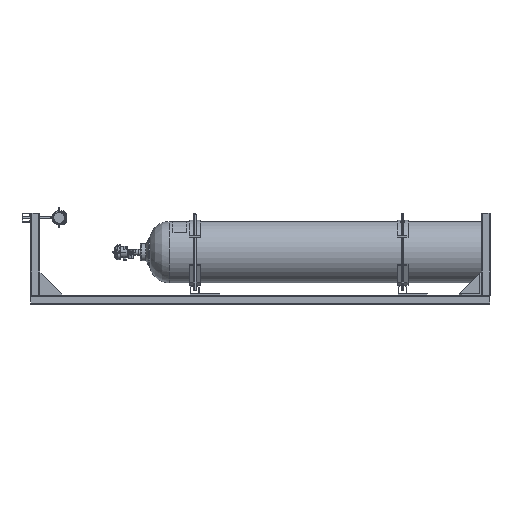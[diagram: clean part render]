
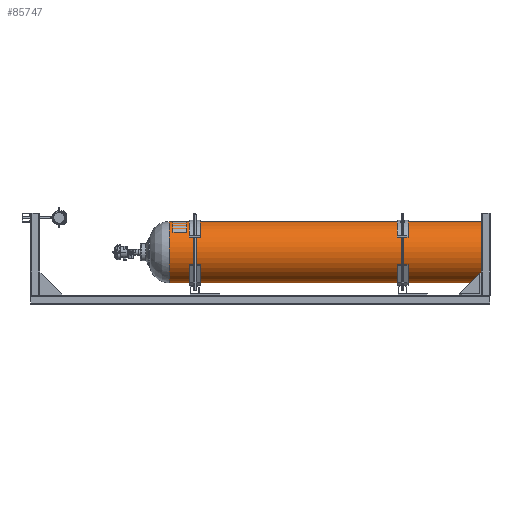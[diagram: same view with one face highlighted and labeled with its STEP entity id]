
A CAD part, left-side view. The second image highlights one B-rep face of the part: STEP entity #85747.
In plain terms, the highlighted cylindrical face has radius 142.85 mm (diameter 285.7 mm), a partial arc.
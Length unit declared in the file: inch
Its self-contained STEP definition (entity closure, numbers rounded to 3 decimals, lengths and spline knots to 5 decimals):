
#384 = CARTESIAN_POINT ( 'NONE',  ( 0., -63., 5.62402 ) ) ;
#2496 = CARTESIAN_POINT ( 'NONE',  ( 0., 0., -5.62402 ) ) ;
#2892 = DIRECTION ( 'NONE',  ( 0., -1., 0. ) ) ;
#5339 = EDGE_CURVE ( 'NONE', #24382, #43988, #75281, .T. ) ;
#10070 = VERTEX_POINT ( 'NONE', #384 ) ;
#10160 = DIRECTION ( 'NONE',  ( 0., -1., 0. ) ) ;
#10986 = DIRECTION ( 'NONE',  ( 0., 0., -1. ) ) ;
#15256 = ORIENTED_EDGE ( 'NONE', *, *, #88231, .F. ) ;
#20386 = EDGE_LOOP ( 'NONE', ( #15256, #37085, #23933, #42960 ) ) ;
#23933 = ORIENTED_EDGE ( 'NONE', *, *, #28227, .T. ) ;
#24382 = VERTEX_POINT ( 'NONE', #65833 ) ;
#28227 = EDGE_CURVE ( 'NONE', #43988, #67208, #78492, .T. ) ;
#32699 = AXIS2_PLACEMENT_3D ( 'NONE', #56342, #49548, #61791 ) ;
#37085 = ORIENTED_EDGE ( 'NONE', *, *, #5339, .T. ) ;
#41437 = FACE_OUTER_BOUND ( 'NONE', #20386, .T. ) ;
#42960 = ORIENTED_EDGE ( 'NONE', *, *, #75371, .F. ) ;
#43988 = VERTEX_POINT ( 'NONE', #73846 ) ;
#49548 = DIRECTION ( 'NONE',  ( 0., -1., 0. ) ) ;
#50852 = CARTESIAN_POINT ( 'NONE',  ( 0., -5.29832, 0. ) ) ;
#51398 = VECTOR ( 'NONE', #10160, 39.37008 ) ;
#52968 = AXIS2_PLACEMENT_3D ( 'NONE', #87452, #72970, #10986 ) ;
#55911 = CYLINDRICAL_SURFACE ( 'NONE', #32699, 5.62402 ) ;
#56342 = CARTESIAN_POINT ( 'NONE',  ( 0., 0., 0. ) ) ;
#61791 = DIRECTION ( 'NONE',  ( 0., 0., -1. ) ) ;
#62150 = CARTESIAN_POINT ( 'NONE',  ( 0., 0., 5.62402 ) ) ;
#65300 = DIRECTION ( 'NONE',  ( 0., 0., -1. ) ) ;
#65833 = CARTESIAN_POINT ( 'NONE',  ( 0., -5.29832, 5.62402 ) ) ;
#66902 = CARTESIAN_POINT ( 'NONE',  ( 0., -63., -5.62402 ) ) ;
#67208 = VERTEX_POINT ( 'NONE', #66902 ) ;
#72970 = DIRECTION ( 'NONE',  ( 0., -1., 0. ) ) ;
#73846 = CARTESIAN_POINT ( 'NONE',  ( 0., -5.29832, -5.62402 ) ) ;
#75281 = CIRCLE ( 'NONE', #86844, 5.62402 ) ;
#75288 = LINE ( 'NONE', #62150, #84933 ) ;
#75371 = EDGE_CURVE ( 'NONE', #10070, #67208, #86174, .T. ) ;
#77520 = DIRECTION ( 'NONE',  ( 0., -1., 0. ) ) ;
#78492 = LINE ( 'NONE', #2496, #51398 ) ;
#84933 = VECTOR ( 'NONE', #77520, 39.37008 ) ;
#85747 = ADVANCED_FACE ( 'NONE', ( #41437 ), #55911, .T. ) ;
#86174 = CIRCLE ( 'NONE', #52968, 5.62402 ) ;
#86844 = AXIS2_PLACEMENT_3D ( 'NONE', #50852, #2892, #65300 ) ;
#87452 = CARTESIAN_POINT ( 'NONE',  ( 0., -63., 0. ) ) ;
#88231 = EDGE_CURVE ( 'NONE', #24382, #10070, #75288, .T. ) ;
